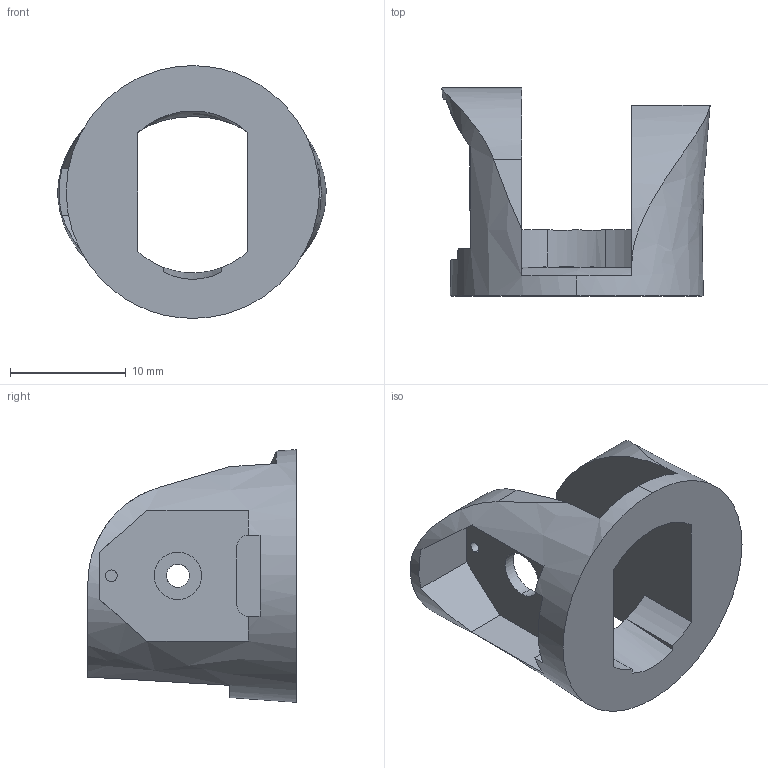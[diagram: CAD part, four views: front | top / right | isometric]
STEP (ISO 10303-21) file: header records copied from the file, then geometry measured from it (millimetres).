
FILE_DESCRIPTION (( 'STEP AP203' ), '1' );
FILE_NAME ('IP - DTH L.STEP', '2017-08-02T02:58:22', ( '' ), ( '' ), 'SwSTEP 2.0', 'SolidWorks 2016', '' );
FILE_SCHEMA (( 'CONFIG_CONTROL_DESIGN' ));
Length unit declared in the file: millimetre
Products named in the file (1): IP - DTH L
Bounding box: 23.2 x 18 x 21.85 mm (x, y, z)
Volume: 2311.3 mm3; surface area: 2126.4 mm2
Topology: 1 solids, 1 shells, 41 faces, 117 edges, 77 vertices
Faces by surface type: plane 21, cylinder 14, bspline 5, torus 1
Entity records: 2010 total; most frequent: CARTESIAN_POINT 908, ORIENTED_EDGE 234, DIRECTION 181, EDGE_CURVE 117, VERTEX_POINT 77, AXIS2_PLACEMENT_3D 64, LINE 53, VECTOR 53
